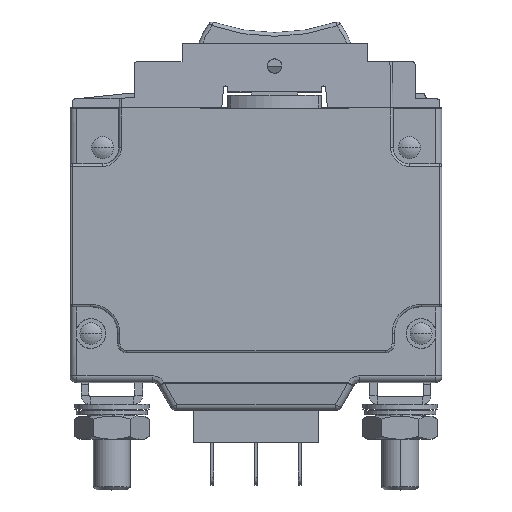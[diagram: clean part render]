
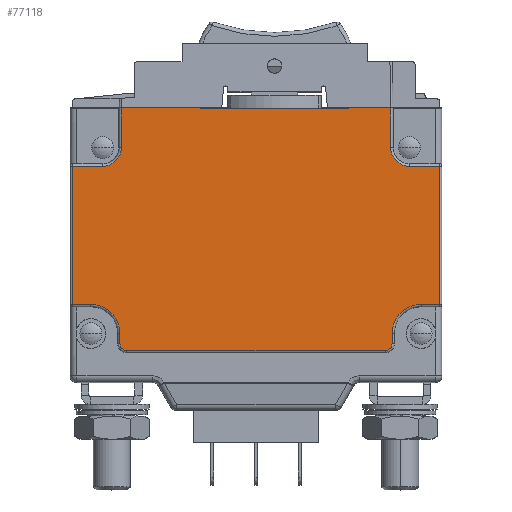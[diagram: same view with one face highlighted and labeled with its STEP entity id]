
A CAD part, top view. The second image highlights one B-rep face of the part: STEP entity #77118.
In plain terms, the highlighted planar face has unit normal (0, 0, 1).
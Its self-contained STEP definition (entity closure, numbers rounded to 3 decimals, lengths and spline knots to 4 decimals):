
#1653=DIRECTION('',(-1.,0.,0.));
#1654=VECTOR('',#1653,0.2806);
#1655=CARTESIAN_POINT('',(0.7806,0.1827,0.372));
#1656=LINE('',#1655,#1654);
#1657=DIRECTION('',(0.,1.,0.));
#1658=VECTOR('',#1657,0.2677);
#1659=CARTESIAN_POINT('',(0.7806,-0.085,0.372));
#1660=LINE('',#1659,#1658);
#1661=CARTESIAN_POINT('',(0.906,-0.085,0.372));
#1662=DIRECTION('',(0.,0.,-1.));
#1663=DIRECTION('',(0.,-1.,0.));
#1664=AXIS2_PLACEMENT_3D('',#1661,#1662,#1663);
#1666=DIRECTION('',(-1.,0.,0.));
#1667=VECTOR('',#1666,0.2023);
#1668=CARTESIAN_POINT('',(1.1083,-0.2104,
0.372));
#1669=LINE('',#1668,#1667);
#1670=DIRECTION('',(0.,1.,0.));
#1671=VECTOR('',#1670,0.9293);
#1672=CARTESIAN_POINT('',(1.1083,-1.1396,
0.372));
#1673=LINE('',#1672,#1671);
#1674=DIRECTION('',(1.,0.,0.));
#1675=VECTOR('',#1674,0.1233);
#1676=CARTESIAN_POINT('',(0.985,-1.1396,0.372));
#1677=LINE('',#1676,#1675);
#1678=CARTESIAN_POINT('',(0.985,-1.335,0.372));
#1679=DIRECTION('',(0.,0.,-1.));
#1680=DIRECTION('',(-1.,0.,0.));
#1681=AXIS2_PLACEMENT_3D('',#1678,#1679,#1680);
#1683=DIRECTION('',(0.,1.,0.));
#1684=VECTOR('',#1683,0.068);
#1685=CARTESIAN_POINT('',(0.7896,-1.403,0.372));
#1686=LINE('',#1685,#1684);
#1687=CARTESIAN_POINT('',(0.743,-1.403,0.372));
#1688=DIRECTION('',(0.,0.,1.));
#1689=DIRECTION('',(0.,-1.,0.));
#1690=AXIS2_PLACEMENT_3D('',#1687,#1688,#1689);
#1692=DIRECTION('',(1.,0.,0.));
#1693=VECTOR('',#1692,1.736);
#1694=CARTESIAN_POINT('',(-0.993,-1.4496,0.372));
#1695=LINE('',#1694,#1693);
#1696=CARTESIAN_POINT('',(-0.993,-1.403,0.372));
#1697=DIRECTION('',(0.,0.,1.));
#1698=DIRECTION('',(-1.,0.,0.));
#1699=AXIS2_PLACEMENT_3D('',#1696,#1697,#1698);
#1701=DIRECTION('',(0.,-1.,0.));
#1702=VECTOR('',#1701,0.068);
#1703=CARTESIAN_POINT('',(-1.0396,-1.335,0.372));
#1704=LINE('',#1703,#1702);
#1705=CARTESIAN_POINT('',(-1.235,-1.335,0.372));
#1706=DIRECTION('',(0.,0.,-1.));
#1707=DIRECTION('',(0.,1.,0.));
#1708=AXIS2_PLACEMENT_3D('',#1705,#1706,#1707);
#1710=DIRECTION('',(1.,0.,0.));
#1711=VECTOR('',#1710,0.1233);
#1712=CARTESIAN_POINT('',(-1.3583,-1.1396,
0.372));
#1713=LINE('',#1712,#1711);
#1714=DIRECTION('',(0.,-1.,0.));
#1715=VECTOR('',#1714,0.9293);
#1716=CARTESIAN_POINT('',(-1.3583,-0.2104,
0.372));
#1717=LINE('',#1716,#1715);
#1718=DIRECTION('',(-1.,0.,0.));
#1719=VECTOR('',#1718,0.2023);
#1720=CARTESIAN_POINT('',(-1.156,-0.2104,0.372));
#1721=LINE('',#1720,#1719);
#1722=CARTESIAN_POINT('',(-1.156,-0.085,0.372));
#1723=DIRECTION('',(0.,0.,-1.));
#1724=DIRECTION('',(1.,0.,0.));
#1725=AXIS2_PLACEMENT_3D('',#1722,#1723,#1724);
#1727=DIRECTION('',(0.,-1.,0.));
#1728=VECTOR('',#1727,0.2677);
#1729=CARTESIAN_POINT('',(-1.0306,0.1827,
0.372));
#1730=LINE('',#1729,#1728);
#1731=DIRECTION('',(-1.,0.,0.));
#1732=VECTOR('',#1731,0.5306);
#1733=CARTESIAN_POINT('',(-0.5,0.1827,0.372));
#1734=LINE('',#1733,#1732);
#1735=DIRECTION('',(0.,-1.,0.));
#1736=VECTOR('',#1735,0.0037);
#1737=CARTESIAN_POINT('',(-0.5,0.1827,0.372));
#1738=LINE('',#1737,#1736);
#1739=DIRECTION('',(-1.,0.,0.));
#1740=VECTOR('',#1739,1.);
#1741=CARTESIAN_POINT('',(0.5,0.179,0.372));
#1742=LINE('',#1741,#1740);
#1743=DIRECTION('',(0.,-1.,0.));
#1744=VECTOR('',#1743,0.0037);
#1745=CARTESIAN_POINT('',(0.5,0.1827,0.372));
#1746=LINE('',#1745,#1744);
#72625=CARTESIAN_POINT('',(0.906,-0.2104,0.372));
#72626=CARTESIAN_POINT('',(0.7806,-0.085,0.372));
#72627=VERTEX_POINT('',#72625);
#72628=VERTEX_POINT('',#72626);
#72633=CARTESIAN_POINT('',(-1.0306,-0.085,0.372));
#72634=CARTESIAN_POINT('',(-1.156,-0.2104,0.372));
#72635=VERTEX_POINT('',#72633);
#72636=VERTEX_POINT('',#72634);
#72641=CARTESIAN_POINT('',(0.7896,-1.335,0.372));
#72642=CARTESIAN_POINT('',(0.985,-1.1396,0.372));
#72643=VERTEX_POINT('',#72641);
#72644=VERTEX_POINT('',#72642);
#72649=CARTESIAN_POINT('',(0.7896,-1.403,0.372));
#72650=VERTEX_POINT('',#72649);
#72653=CARTESIAN_POINT('',(0.743,-1.4496,0.372));
#72654=VERTEX_POINT('',#72653);
#72657=CARTESIAN_POINT('',(-0.993,-1.4496,0.372));
#72658=VERTEX_POINT('',#72657);
#72661=CARTESIAN_POINT('',(-1.0396,-1.403,0.372));
#72662=VERTEX_POINT('',#72661);
#72665=CARTESIAN_POINT('',(-1.0396,-1.335,0.372));
#72666=VERTEX_POINT('',#72665);
#72669=CARTESIAN_POINT('',(-1.235,-1.1396,0.372));
#72670=VERTEX_POINT('',#72669);
#73151=CARTESIAN_POINT('',(-1.3583,-1.1396,
0.372));
#73152=VERTEX_POINT('',#73151);
#73153=CARTESIAN_POINT('',(-1.3583,-0.2104,
0.372));
#73154=VERTEX_POINT('',#73153);
#73171=CARTESIAN_POINT('',(1.1083,-0.2104,
0.372));
#73172=VERTEX_POINT('',#73171);
#73173=CARTESIAN_POINT('',(1.1083,-1.1396,
0.372));
#73174=VERTEX_POINT('',#73173);
#73247=CARTESIAN_POINT('',(0.5,0.179,0.372));
#73248=CARTESIAN_POINT('',(-0.5,0.179,0.372));
#73249=VERTEX_POINT('',#73247);
#73250=VERTEX_POINT('',#73248);
#75351=CARTESIAN_POINT('',(0.7806,0.1827,0.372));
#75352=CARTESIAN_POINT('',(0.5,0.1827,0.372));
#75353=VERTEX_POINT('',#75351);
#75354=VERTEX_POINT('',#75352);
#75355=CARTESIAN_POINT('',(-0.5,0.1827,0.372));
#75356=CARTESIAN_POINT('',(-1.0306,0.1827,
0.372));
#75357=VERTEX_POINT('',#75355);
#75358=VERTEX_POINT('',#75356);
#77068=CARTESIAN_POINT('',(0.,0.,0.372));
#77069=DIRECTION('',(0.,0.,-1.));
#77070=DIRECTION('',(-1.,0.,0.));
#77071=AXIS2_PLACEMENT_3D('',#77068,#77069,#77070);
#77072=PLANE('',#77071);
#77074=ORIENTED_EDGE('',*,*,#77073,.F.);
#77076=ORIENTED_EDGE('',*,*,#77075,.F.);
#77078=ORIENTED_EDGE('',*,*,#77077,.F.);
#77080=ORIENTED_EDGE('',*,*,#77079,.F.);
#77082=ORIENTED_EDGE('',*,*,#77081,.F.);
#77084=ORIENTED_EDGE('',*,*,#77083,.F.);
#77086=ORIENTED_EDGE('',*,*,#77085,.F.);
#77088=ORIENTED_EDGE('',*,*,#77087,.F.);
#77090=ORIENTED_EDGE('',*,*,#77089,.F.);
#77092=ORIENTED_EDGE('',*,*,#77091,.F.);
#77094=ORIENTED_EDGE('',*,*,#77093,.F.);
#77096=ORIENTED_EDGE('',*,*,#77095,.F.);
#77098=ORIENTED_EDGE('',*,*,#77097,.F.);
#77099=ORIENTED_EDGE('',*,*,#77059,.F.);
#77101=ORIENTED_EDGE('',*,*,#77100,.F.);
#77103=ORIENTED_EDGE('',*,*,#77102,.F.);
#77105=ORIENTED_EDGE('',*,*,#77104,.F.);
#77107=ORIENTED_EDGE('',*,*,#77106,.F.);
#77109=ORIENTED_EDGE('',*,*,#77108,.F.);
#77111=ORIENTED_EDGE('',*,*,#77110,.T.);
#77113=ORIENTED_EDGE('',*,*,#77112,.F.);
#77115=ORIENTED_EDGE('',*,*,#77114,.F.);
#77116=EDGE_LOOP('',(#77074,#77076,#77078,#77080,#77082,#77084,#77086,#77088,
#77090,#77092,#77094,#77096,#77098,#77099,#77101,#77103,#77105,#77107,#77109,
#77111,#77113,#77115));
#77117=FACE_OUTER_BOUND('',#77116,.F.);
#1665=CIRCLE('',#1664,0.1254);
#1682=CIRCLE('',#1681,0.1954);
#1691=CIRCLE('',#1690,0.0466);
#1700=CIRCLE('',#1699,0.0466);
#1709=CIRCLE('',#1708,0.1954);
#1726=CIRCLE('',#1725,0.1254);
#77059=EDGE_CURVE('',#73152,#72670,#1713,.T.);
#77073=EDGE_CURVE('',#75353,#75354,#1656,.T.);
#77075=EDGE_CURVE('',#72628,#75353,#1660,.T.);
#77077=EDGE_CURVE('',#72627,#72628,#1665,.T.);
#77079=EDGE_CURVE('',#73172,#72627,#1669,.T.);
#77081=EDGE_CURVE('',#73174,#73172,#1673,.T.);
#77083=EDGE_CURVE('',#72644,#73174,#1677,.T.);
#77085=EDGE_CURVE('',#72643,#72644,#1682,.T.);
#77087=EDGE_CURVE('',#72650,#72643,#1686,.T.);
#77089=EDGE_CURVE('',#72654,#72650,#1691,.T.);
#77091=EDGE_CURVE('',#72658,#72654,#1695,.T.);
#77093=EDGE_CURVE('',#72662,#72658,#1700,.T.);
#77095=EDGE_CURVE('',#72666,#72662,#1704,.T.);
#77097=EDGE_CURVE('',#72670,#72666,#1709,.T.);
#77100=EDGE_CURVE('',#73154,#73152,#1717,.T.);
#77102=EDGE_CURVE('',#72636,#73154,#1721,.T.);
#77104=EDGE_CURVE('',#72635,#72636,#1726,.T.);
#77106=EDGE_CURVE('',#75358,#72635,#1730,.T.);
#77108=EDGE_CURVE('',#75357,#75358,#1734,.T.);
#77110=EDGE_CURVE('',#75357,#73250,#1738,.T.);
#77112=EDGE_CURVE('',#73249,#73250,#1742,.T.);
#77114=EDGE_CURVE('',#75354,#73249,#1746,.T.);
#77118=ADVANCED_FACE('',(#77117),#77072,.F.);
